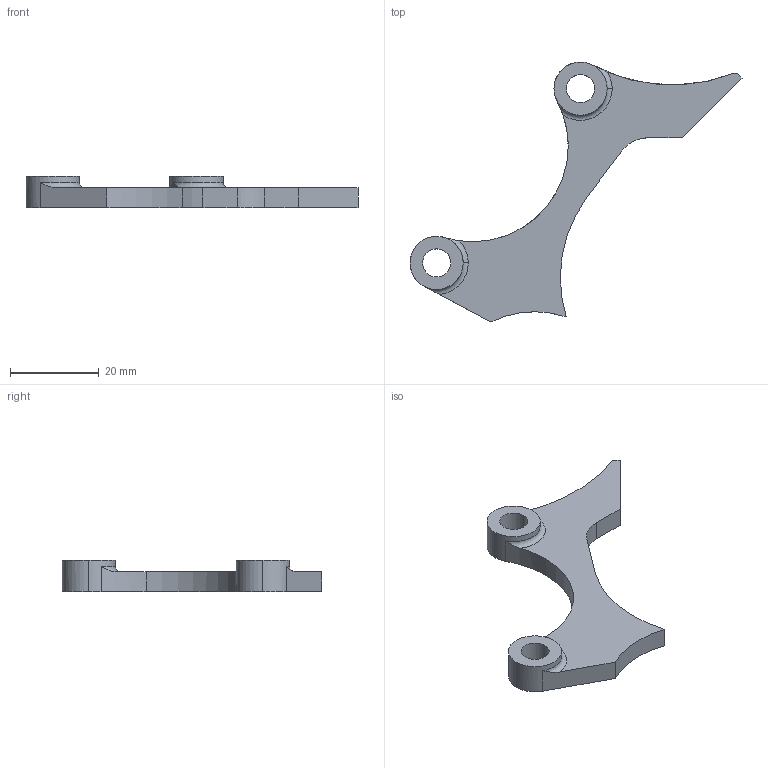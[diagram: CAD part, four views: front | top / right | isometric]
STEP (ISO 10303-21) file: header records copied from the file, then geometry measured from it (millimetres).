
FILE_DESCRIPTION (( 'STEP AP214' ), '1' );
FILE_NAME ('BK0072.STEP', '2023-08-01T20:29:23', ( '' ), ( '' ), 'SwSTEP 2.0', 'SolidWorks 2022', '' );
FILE_SCHEMA (( 'AUTOMOTIVE_DESIGN' ));
Length unit declared in the file: inch
Products named in the file (1): BK0072
Bounding box: 74.92 x 58.62 x 7 mm (x, y, z)
Volume: 5629.5 mm3; surface area: 3796.6 mm2
Topology: 1 solids, 1 shells, 28 faces, 76 edges, 50 vertices
Faces by surface type: cylinder 16, plane 8, torus 4
Entity records: 976 total; most frequent: CARTESIAN_POINT 185, DIRECTION 172, ORIENTED_EDGE 152, EDGE_CURVE 76, AXIS2_PLACEMENT_3D 71, VERTEX_POINT 50, CIRCLE 42, EDGE_LOOP 32
